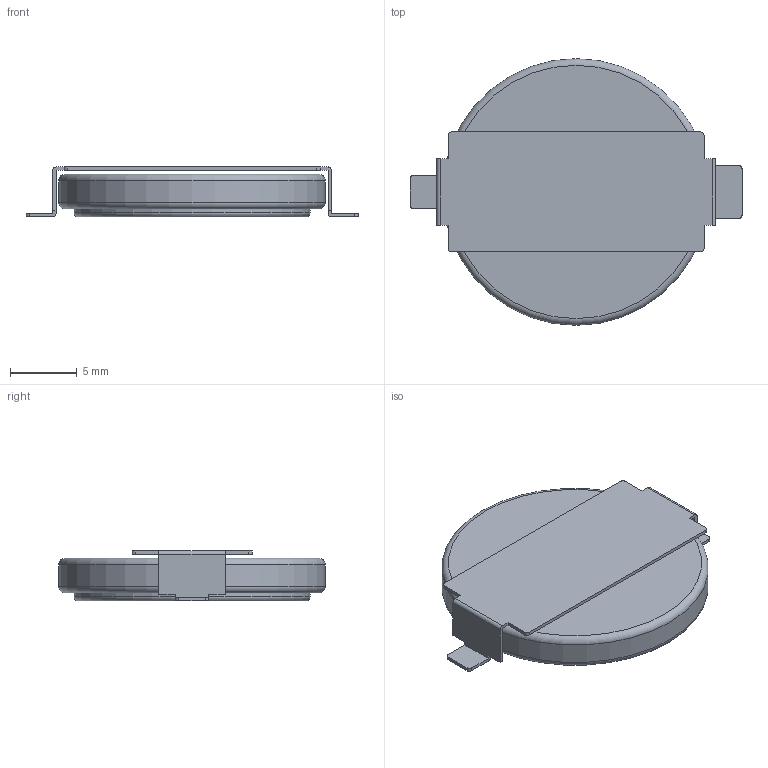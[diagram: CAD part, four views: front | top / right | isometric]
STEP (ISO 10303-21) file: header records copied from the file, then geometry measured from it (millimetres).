
FILE_DESCRIPTION(/* description */ ('STEP AP242','CAx-IF Rec.Pracs.---Representation and Presentation of Product Manufacturing Information (PMI)---4.0---2014-10-13','CAx-IF Rec.Pracs.---3D Tessellated Geometry---0.4---2014-09-14','2;1'),/* implementation_level */ '2;1');
FILE_NAME(/* name */ '63c2b9faf29f6765ff0647ed',/* time_stamp */ '2023-01-14T14:19:39+00:00',/* author */ (''),/* organization */ (''),/* preprocessor_version */ 'ST-DEVELOPER v18.102',/* originating_system */ ' ',/* authorisation */ ' ');
FILE_SCHEMA (('AP242_MANAGED_MODEL_BASED_3D_ENGINEERING_MIM_LF { 1 0 10303 442 1 1 4 }'));
Length unit declared in the file: metre
Products named in the file (2): Holder; CR2032
Bounding box: 24.9 x 20 x 3.75 mm (x, y, z)
Volume: 1013.4 mm3; surface area: 1263.9 mm2
Topology: 2 solids, 2 shells, 50 faces, 132 edges, 87 vertices
Faces by surface type: plane 33, cylinder 14, torus 3
Full cylindrical faces by diameter (mm): 17.7 x1, 20 x1
Entity records: 1565 total; most frequent: CARTESIAN_POINT 266, DIRECTION 262, ORIENTED_EDGE 254, EDGE_CURVE 127, LINE 96, VECTOR 96, VERTEX_POINT 87, AXIS2_PLACEMENT_3D 83
